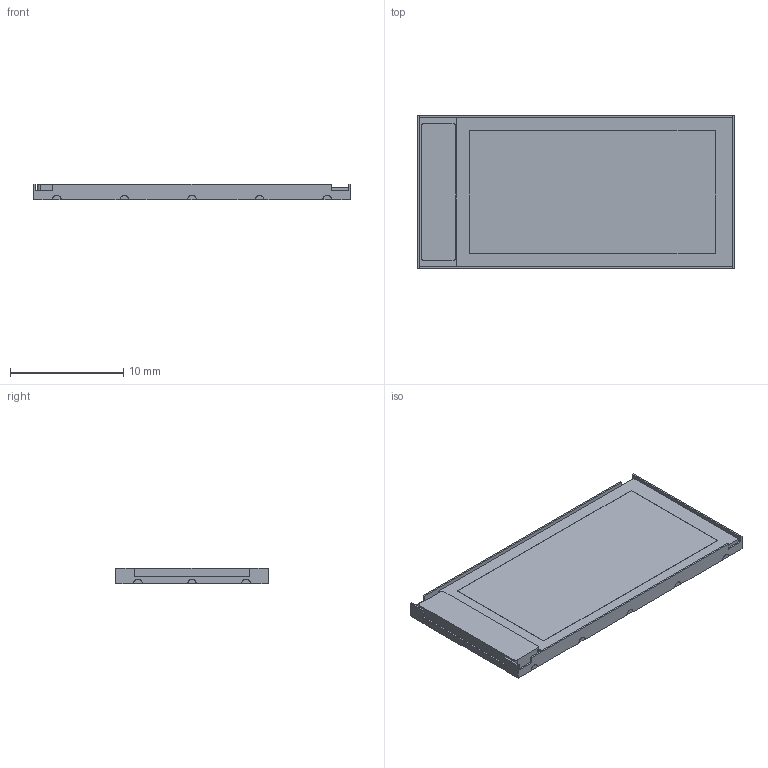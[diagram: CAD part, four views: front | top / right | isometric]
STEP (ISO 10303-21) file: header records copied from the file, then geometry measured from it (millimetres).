
FILE_DESCRIPTION(/* description */ ('Unknown'),/* implementation_level */ '2;1');
FILE_NAME(/* name */ '0.96 - IPS LCD - No Glass -No Cable',/* time_stamp */ '2019-10-07T13:12:03-04:00',/* author */ ('John Loeffler'),/* organization */ ('Unknown'),/* preprocessor_version */ 'ST-DEVELOPER v16.7',/* originating_system */ 'DEX',/* authorisation */ $);
FILE_SCHEMA (('AUTOMOTIVE_DESIGN {1 0 10303 214 3 1 1}'));
Length unit declared in the file: millimetre
Products named in the file (1): 0.96 - IPS LCD - No Glass -No Cable
Bounding box: 27.97 x 13.49 x 1.37 mm (x, y, z)
Volume: 412.7 mm3; surface area: 1056.8 mm2
Topology: 1 solids, 20 shells, 472 faces, 1139 edges, 746 vertices
Faces by surface type: plane 322, cylinder 76, bspline 74
Full cylindrical faces by diameter (mm): 0.762 x4
Entity records: 19517 total; most frequent: CARTESIAN_POINT 6274, ORIENTED_EDGE 2238, DIRECTION 1583, EDGE_CURVE 1119, VERTEX_POINT 746, AXIS2_PLACEMENT_3D 547, EDGE_LOOP 543, FACE_BOUND 543
